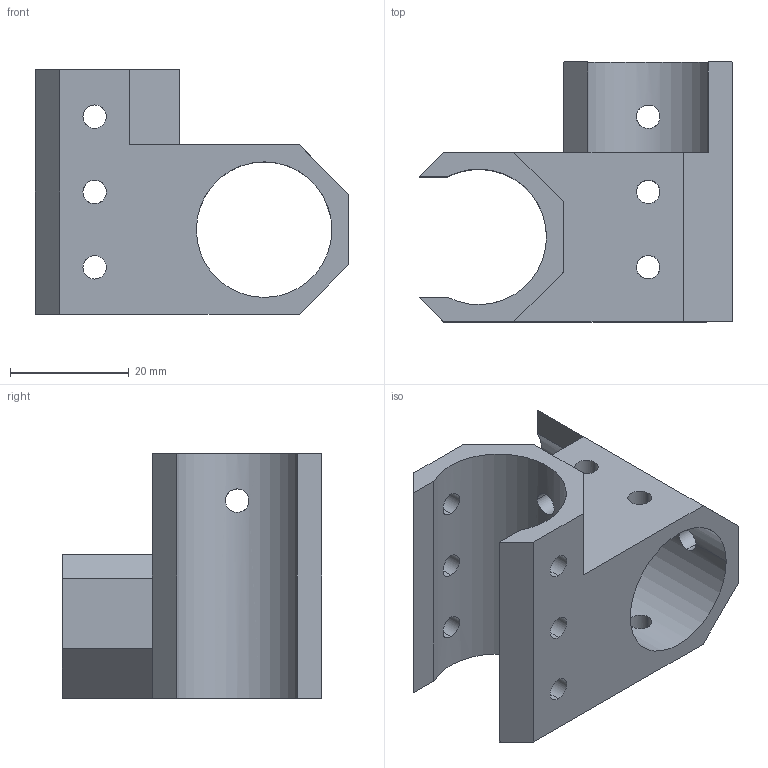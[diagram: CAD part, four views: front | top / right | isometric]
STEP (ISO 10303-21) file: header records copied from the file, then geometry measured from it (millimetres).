
FILE_DESCRIPTION (( 'STEP AP214' ), '1' );
FILE_NAME ('90 Degree Offset Connector.STEP', '2018-12-02T00:51:14', ( '' ), ( '' ), 'SwSTEP 2.0', 'SolidWorks 2018', '' );
FILE_SCHEMA (( 'AUTOMOTIVE_DESIGN' ));
Length unit declared in the file: inch
Products named in the file (1): 90 Degree Offset Connector
Bounding box: 52.91 x 43.81 x 41.27 mm (x, y, z)
Volume: 21799.4 mm3; surface area: 12248.2 mm2
Topology: 1 solids, 1 shells, 54 faces, 168 edges, 112 vertices
Faces by surface type: cylinder 33, plane 21
Entity records: 2742 total; most frequent: CARTESIAN_POINT 1175, ORIENTED_EDGE 336, DIRECTION 280, EDGE_CURVE 168, VERTEX_POINT 112, LINE 94, VECTOR 94, AXIS2_PLACEMENT_3D 93
